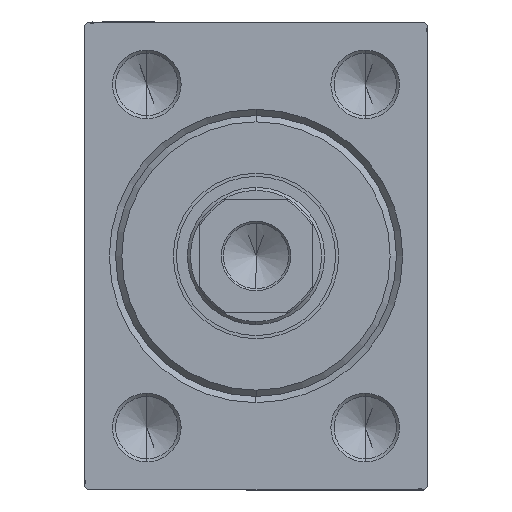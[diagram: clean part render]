
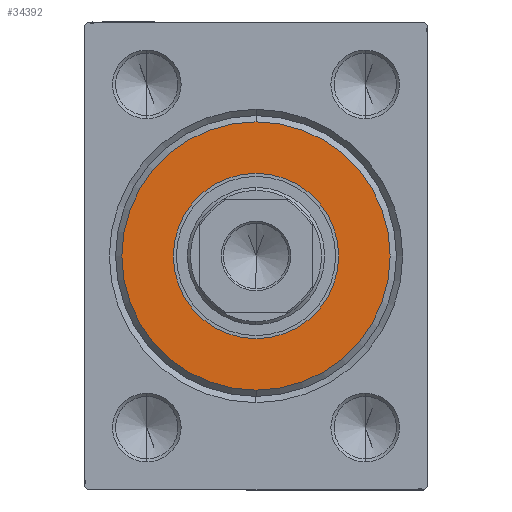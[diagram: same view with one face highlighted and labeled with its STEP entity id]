
A CAD part, left-side view. The second image highlights one B-rep face of the part: STEP entity #34392.
In plain terms, the highlighted face is planar.
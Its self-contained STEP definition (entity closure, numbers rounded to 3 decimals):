
#374 = DIRECTION ( 'NONE',  ( 0., 0., -1. ) ) ;
#598 = PLANE ( 'NONE',  #13395 ) ;
#1139 = CARTESIAN_POINT ( 'NONE',  ( 3., 0., 21.5 ) ) ;
#1486 = CARTESIAN_POINT ( 'NONE',  ( 3., 0., 13.25 ) ) ;
#1966 = DIRECTION ( 'NONE',  ( 1., 0., 0. ) ) ;
#3565 = CARTESIAN_POINT ( 'NONE',  ( 3., 0., 0. ) ) ;
#3627 = AXIS2_PLACEMENT_3D ( 'NONE', #34161, #41592, #24395 ) ;
#4352 = ORIENTED_EDGE ( 'NONE', *, *, #17264, .T. ) ;
#5467 = VERTEX_POINT ( 'NONE', #21115 ) ;
#6240 = CIRCLE ( 'NONE', #28653, 21.5 ) ;
#10537 = DIRECTION ( 'NONE',  ( 1., 0., 0. ) ) ;
#10582 = FACE_BOUND ( 'NONE', #42890, .T. ) ;
#11707 = CARTESIAN_POINT ( 'NONE',  ( 3., 0., -21.5 ) ) ;
#13395 = AXIS2_PLACEMENT_3D ( 'NONE', #3565, #17378, #374 ) ;
#14373 = DIRECTION ( 'NONE',  ( 0., 0., -1. ) ) ;
#15522 = VERTEX_POINT ( 'NONE', #1486 ) ;
#15976 = AXIS2_PLACEMENT_3D ( 'NONE', #37909, #10537, #14373 ) ;
#16627 = CARTESIAN_POINT ( 'NONE',  ( 3., 0., 0. ) ) ;
#17034 = EDGE_CURVE ( 'NONE', #5467, #15522, #40481, .T. ) ;
#17264 = EDGE_CURVE ( 'NONE', #19544, #32846, #41194, .T. ) ;
#17378 = DIRECTION ( 'NONE',  ( 1., 0., 0. ) ) ;
#19544 = VERTEX_POINT ( 'NONE', #11707 ) ;
#20545 = EDGE_CURVE ( 'NONE', #15522, #5467, #44163, .T. ) ;
#21115 = CARTESIAN_POINT ( 'NONE',  ( 3., 0., -13.25 ) ) ;
#23023 = CARTESIAN_POINT ( 'NONE',  ( 3., 0., 0. ) ) ;
#24395 = DIRECTION ( 'NONE',  ( 0., 0., -1. ) ) ;
#27311 = DIRECTION ( 'NONE',  ( 0., 0., -1. ) ) ;
#28653 = AXIS2_PLACEMENT_3D ( 'NONE', #16627, #1966, #29582 ) ;
#28875 = ORIENTED_EDGE ( 'NONE', *, *, #20545, .F. ) ;
#29582 = DIRECTION ( 'NONE',  ( 0., 0., -1. ) ) ;
#32846 = VERTEX_POINT ( 'NONE', #1139 ) ;
#33186 = EDGE_LOOP ( 'NONE', ( #40456, #4352 ) ) ;
#34161 = CARTESIAN_POINT ( 'NONE',  ( 3., 0., 0. ) ) ;
#34392 = ADVANCED_FACE ( 'NONE', ( #34568, #10582 ), #598, .T. ) ;
#34568 = FACE_OUTER_BOUND ( 'NONE', #33186, .T. ) ;
#37852 = EDGE_CURVE ( 'NONE', #32846, #19544, #6240, .T. ) ;
#37909 = CARTESIAN_POINT ( 'NONE',  ( 3., 0., 0. ) ) ;
#40456 = ORIENTED_EDGE ( 'NONE', *, *, #37852, .T. ) ;
#40481 = CIRCLE ( 'NONE', #3627, 13.25 ) ;
#41194 = CIRCLE ( 'NONE', #41919, 21.5 ) ;
#41592 = DIRECTION ( 'NONE',  ( 1., 0., 0. ) ) ;
#41919 = AXIS2_PLACEMENT_3D ( 'NONE', #23023, #43827, #27311 ) ;
#41989 = ORIENTED_EDGE ( 'NONE', *, *, #17034, .F. ) ;
#42890 = EDGE_LOOP ( 'NONE', ( #41989, #28875 ) ) ;
#43827 = DIRECTION ( 'NONE',  ( 1., 0., 0. ) ) ;
#44163 = CIRCLE ( 'NONE', #15976, 13.25 ) ;
